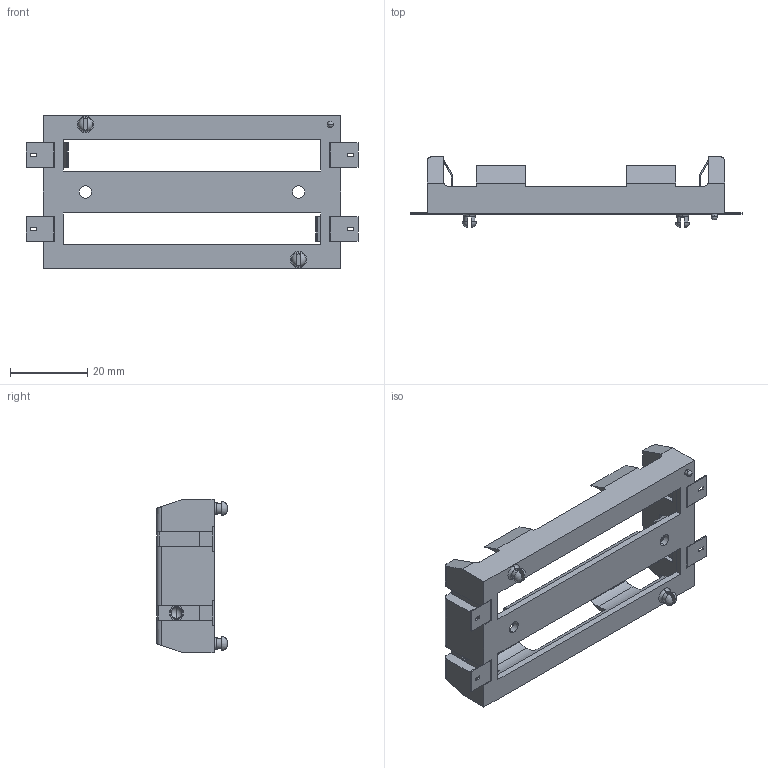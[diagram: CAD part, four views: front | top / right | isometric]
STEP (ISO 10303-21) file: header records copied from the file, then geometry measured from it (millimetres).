
FILE_DESCRIPTION (( 'STEP AP214' ), '1' );
FILE_NAME ('1048P.STEP', '2018-10-05T13:05:14', ( '' ), ( '' ), 'SwSTEP 2.0', 'SolidWorks 2017', '' );
FILE_SCHEMA (( 'AUTOMOTIVE_DESIGN' ));
Length unit declared in the file: inch
Products named in the file (1): 1048P
Bounding box: 86 x 18.29 x 39.78 mm (x, y, z)
Volume: 10701.4 mm3; surface area: 10636.1 mm2
Topology: 5 solids, 5 shells, 290 faces, 764 edges, 487 vertices
Faces by surface type: plane 218, cylinder 46, torus 16, sphere 10
Entity records: 9833 total; most frequent: CARTESIAN_POINT 1768, ORIENTED_EDGE 1524, DIRECTION 1484, EDGE_CURVE 762, VECTOR 582, LINE 582, VERTEX_POINT 487, AXIS2_PLACEMENT_3D 451
